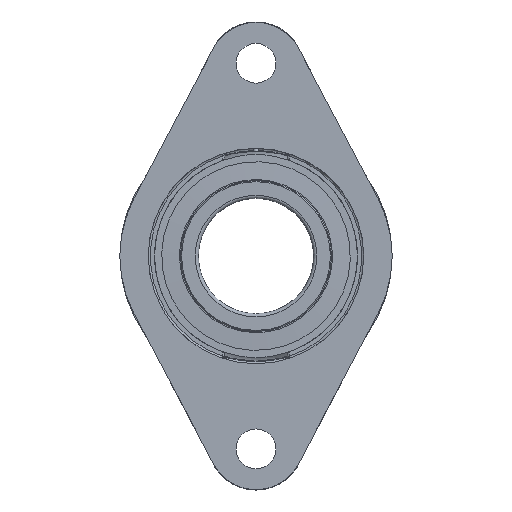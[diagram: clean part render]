
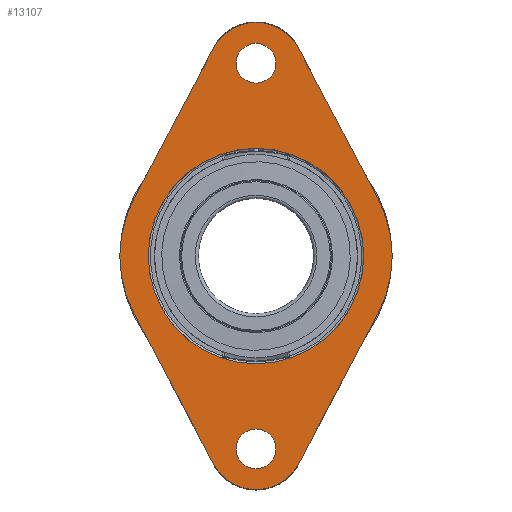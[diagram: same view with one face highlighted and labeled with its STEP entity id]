
A CAD part, left-side view. The second image highlights one B-rep face of the part: STEP entity #13107.
In plain terms, the highlighted face is planar.
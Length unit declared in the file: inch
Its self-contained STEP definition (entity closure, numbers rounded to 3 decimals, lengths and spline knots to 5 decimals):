
#12857=CARTESIAN_POINT('',(-0.,-2.02411,-0.));
#12858=VERTEX_POINT('',#12857);
#12879=CARTESIAN_POINT('',(0.,2.02411,0.));
#12880=VERTEX_POINT('',#12879);
#12881=CARTESIAN_POINT('',(0.,0.,0.));
#12882=DIRECTION('',(0.,-0.,1.));
#12883=DIRECTION('',(0.,1.,0.));
#12884=AXIS2_PLACEMENT_3D('',#12881,#12882,#12883);
#12885=CIRCLE('',#12884,2.02411);
#12886=EDGE_CURVE('',#12880,#12858,#12885,.T.);
#12888=CARTESIAN_POINT('',(0.,0.,0.));
#12889=DIRECTION('',(0.,-0.,1.));
#12890=DIRECTION('',(0.,1.,0.));
#12891=AXIS2_PLACEMENT_3D('',#12888,#12889,#12890);
#12892=CIRCLE('',#12891,2.02411);
#12893=EDGE_CURVE('',#12858,#12880,#12892,.T.);
#12966=CARTESIAN_POINT('',(3.24803,0.,0.));
#12967=VERTEX_POINT('',#12966);
#12974=CARTESIAN_POINT('',(3.62205,0.,0.));
#12975=DIRECTION('',(0.,-0.,1.));
#12976=DIRECTION('',(1.,0.,0.));
#12977=AXIS2_PLACEMENT_3D('',#12974,#12975,#12976);
#12978=CIRCLE('',#12977,0.37402);
#12979=EDGE_CURVE('',#12967,#12967,#12978,.T.);
#12992=CARTESIAN_POINT('',(-3.99606,0.,0.));
#12993=VERTEX_POINT('',#12992);
#13000=CARTESIAN_POINT('',(-3.62205,0.,0.));
#13001=DIRECTION('',(0.,-0.,1.));
#13002=DIRECTION('',(1.,0.,0.));
#13003=AXIS2_PLACEMENT_3D('',#13000,#13001,#13002);
#13004=CIRCLE('',#13003,0.37402);
#13005=EDGE_CURVE('',#12993,#12993,#13004,.T.);
#13013=CARTESIAN_POINT('',(-0.,0.,0.));
#13014=DIRECTION('',(0.,-0.,1.));
#13015=DIRECTION('',(1.,0.,0.));
#13016=AXIS2_PLACEMENT_3D('',#13013,#13014,#13015);
#13017=PLANE('',#13016);
#13018=ORIENTED_EDGE('',*,*,#12886,.T.);
#13019=ORIENTED_EDGE('',*,*,#12893,.T.);
#13020=EDGE_LOOP('',(#13018,#13019));
#13021=FACE_BOUND('',#13020,.T.);
#13022=CARTESIAN_POINT('',(-1.07543,2.29257,0.));
#13023=VERTEX_POINT('',#13022);
#13024=CARTESIAN_POINT('',(-3.91,0.79587,0.));
#13025=VERTEX_POINT('',#13024);
#13026=CARTESIAN_POINT('',(-1.07543,2.29257,0.));
#13027=DIRECTION('',(-0.884,-0.467,-0.));
#13028=VECTOR('',#13027,1.26198);
#13029=LINE('',#13026,#13028);
#13030=EDGE_CURVE('',#13023,#13025,#13029,.T.);
#13031=ORIENTED_EDGE('',*,*,#13030,.F.);
#13032=CARTESIAN_POINT('',(1.07543,2.29257,0.));
#13033=VERTEX_POINT('',#13032);
#13034=CARTESIAN_POINT('',(-0.,0.25582,0.));
#13035=DIRECTION('',(0.,-0.,1.));
#13036=DIRECTION('',(1.,0.,0.));
#13037=AXIS2_PLACEMENT_3D('',#13034,#13035,#13036);
#13038=CIRCLE('',#13037,2.30323);
#13039=EDGE_CURVE('',#13033,#13023,#13038,.T.);
#13040=ORIENTED_EDGE('',*,*,#13039,.F.);
#13041=CARTESIAN_POINT('',(3.91,0.79587,0.));
#13042=VERTEX_POINT('',#13041);
#13043=CARTESIAN_POINT('',(3.91,0.79587,0.));
#13044=DIRECTION('',(-0.884,0.467,0.));
#13045=VECTOR('',#13044,1.26198);
#13046=LINE('',#13043,#13045);
#13047=EDGE_CURVE('',#13042,#13033,#13046,.T.);
#13048=ORIENTED_EDGE('',*,*,#13047,.F.);
#13049=CARTESIAN_POINT('',(3.91,-0.79587,-0.));
#13050=VERTEX_POINT('',#13049);
#13051=CARTESIAN_POINT('',(3.48976,-0.,-0.));
#13052=DIRECTION('',(0.,-0.,1.));
#13053=DIRECTION('',(1.,0.,0.));
#13054=AXIS2_PLACEMENT_3D('',#13051,#13052,#13053);
#13055=CIRCLE('',#13054,0.9);
#13056=EDGE_CURVE('',#13050,#13042,#13055,.T.);
#13057=ORIENTED_EDGE('',*,*,#13056,.F.);
#13058=CARTESIAN_POINT('',(1.07543,-2.29257,-0.));
#13059=VERTEX_POINT('',#13058);
#13060=CARTESIAN_POINT('',(1.07543,-2.29257,-0.));
#13061=DIRECTION('',(0.884,0.467,0.));
#13062=VECTOR('',#13061,1.26198);
#13063=LINE('',#13060,#13062);
#13064=EDGE_CURVE('',#13059,#13050,#13063,.T.);
#13065=ORIENTED_EDGE('',*,*,#13064,.F.);
#13066=CARTESIAN_POINT('',(-1.07543,-2.29257,-0.));
#13067=VERTEX_POINT('',#13066);
#13068=CARTESIAN_POINT('',(-0.,-0.25582,-0.));
#13069=DIRECTION('',(0.,-0.,1.));
#13070=DIRECTION('',(1.,0.,0.));
#13071=AXIS2_PLACEMENT_3D('',#13068,#13069,#13070);
#13072=CIRCLE('',#13071,2.30323);
#13073=EDGE_CURVE('',#13067,#13059,#13072,.T.);
#13074=ORIENTED_EDGE('',*,*,#13073,.F.);
#13075=CARTESIAN_POINT('',(-3.91,-0.79587,-0.));
#13076=VERTEX_POINT('',#13075);
#13077=CARTESIAN_POINT('',(-3.91,-0.79587,-0.));
#13078=DIRECTION('',(0.884,-0.467,-0.));
#13079=VECTOR('',#13078,1.26198);
#13080=LINE('',#13077,#13079);
#13081=EDGE_CURVE('',#13076,#13067,#13080,.T.);
#13082=ORIENTED_EDGE('',*,*,#13081,.F.);
#13083=CARTESIAN_POINT('',(-4.38976,-0.,-0.));
#13084=VERTEX_POINT('',#13083);
#13085=CARTESIAN_POINT('',(-3.48976,-0.,-0.));
#13086=DIRECTION('',(0.,-0.,1.));
#13087=DIRECTION('',(1.,0.,0.));
#13088=AXIS2_PLACEMENT_3D('',#13085,#13086,#13087);
#13089=CIRCLE('',#13088,0.9);
#13090=EDGE_CURVE('',#13084,#13076,#13089,.T.);
#13091=ORIENTED_EDGE('',*,*,#13090,.F.);
#13092=CARTESIAN_POINT('',(-3.48976,-0.,-0.));
#13093=DIRECTION('',(0.,-0.,1.));
#13094=DIRECTION('',(1.,0.,0.));
#13095=AXIS2_PLACEMENT_3D('',#13092,#13093,#13094);
#13096=CIRCLE('',#13095,0.9);
#13097=EDGE_CURVE('',#13025,#13084,#13096,.T.);
#13098=ORIENTED_EDGE('',*,*,#13097,.F.);
#13099=EDGE_LOOP('',(#13031,#13040,#13048,#13057,#13065,#13074,#13082,#13091,#13098));
#13100=FACE_BOUND('',#13099,.T.);
#13101=ORIENTED_EDGE('',*,*,#13005,.T.);
#13102=EDGE_LOOP('',(#13101));
#13103=FACE_BOUND('',#13102,.T.);
#13104=ORIENTED_EDGE('',*,*,#12979,.T.);
#13105=EDGE_LOOP('',(#13104));
#13106=FACE_BOUND('',#13105,.T.);
#13107=ADVANCED_FACE('',(#13021,#13100,#13103,#13106),#13017,.F.);
